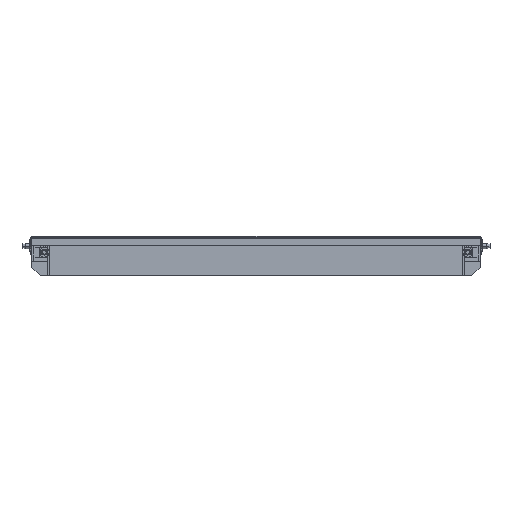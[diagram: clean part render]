
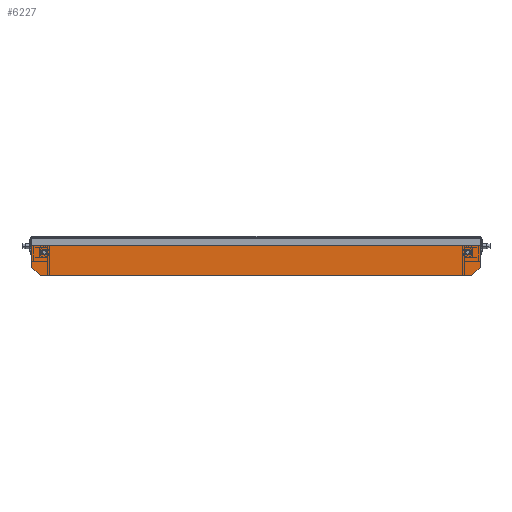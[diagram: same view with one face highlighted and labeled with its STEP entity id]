
A CAD part, front view. The second image highlights one B-rep face of the part: STEP entity #6227.
In plain terms, the highlighted planar face has unit normal (0, -1, 0).
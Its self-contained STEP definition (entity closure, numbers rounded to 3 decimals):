
#6227=ADVANCED_FACE('',(#14094,#14095,#14096),#14097,.T.);
#14094=FACE_BOUND('',#24060,.T.);
#14095=FACE_BOUND('',#24061,.T.);
#14096=FACE_OUTER_BOUND('',#24062,.T.);
#14097=PLANE('',#24063);
#24060=EDGE_LOOP('',(#40505,#40506));
#24061=EDGE_LOOP('',(#40507,#40508));
#24062=EDGE_LOOP('',(#40509,#40510,#40511,#40512,#40513,#40514));
#24063=AXIS2_PLACEMENT_3D('',#40515,#40516,#40517);
#40505=ORIENTED_EDGE('',*,*,#61640,.T.);
#40506=ORIENTED_EDGE('',*,*,#63390,.T.);
#40507=ORIENTED_EDGE('',*,*,#61635,.T.);
#40508=ORIENTED_EDGE('',*,*,#63394,.T.);
#40509=ORIENTED_EDGE('',*,*,#63399,.T.);
#40510=ORIENTED_EDGE('',*,*,#63401,.T.);
#40511=ORIENTED_EDGE('',*,*,#63402,.T.);
#40512=ORIENTED_EDGE('',*,*,#63352,.T.);
#40513=ORIENTED_EDGE('',*,*,#63403,.F.);
#40514=ORIENTED_EDGE('',*,*,#63372,.T.);
#40515=CARTESIAN_POINT('',(12.0,46.0,41.125));
#40516=DIRECTION('',(0.0,-1.0,0.0));
#40517=DIRECTION('',(0.0,0.0,-1.0));
#61635=EDGE_CURVE('',#74197,#74194,#74198,.T.);
#61640=EDGE_CURVE('',#74206,#74203,#74207,.T.);
#63352=EDGE_CURVE('',#76782,#76780,#76783,.T.);
#63372=EDGE_CURVE('',#76813,#76811,#76814,.T.);
#63390=EDGE_CURVE('',#74203,#74206,#76838,.T.);
#63394=EDGE_CURVE('',#74194,#74197,#76842,.T.);
#63399=EDGE_CURVE('',#76811,#76847,#76849,.T.);
#63401=EDGE_CURVE('',#76847,#76851,#76852,.T.);
#63402=EDGE_CURVE('',#76851,#76782,#76853,.T.);
#63403=EDGE_CURVE('',#76813,#76780,#76854,.T.);
#74194=VERTEX_POINT('',#92588);
#74197=VERTEX_POINT('',#92592);
#74198=CIRCLE('',#92593,3.3);
#74203=VERTEX_POINT('',#92599);
#74206=VERTEX_POINT('',#92603);
#74207=CIRCLE('',#92604,3.3);
#76780=VERTEX_POINT('',#96451);
#76782=VERTEX_POINT('',#96453);
#76783=LINE('',#96454,#96455);
#76811=VERTEX_POINT('',#96494);
#76813=VERTEX_POINT('',#96497);
#76814=LINE('',#96498,#96499);
#76838=CIRCLE('',#96528,3.3);
#76842=CIRCLE('',#96532,3.3);
#76847=VERTEX_POINT('',#96538);
#76849=LINE('',#96541,#96542);
#76851=VERTEX_POINT('',#96544);
#76852=LINE('',#96545,#96546);
#76853=LINE('',#96547,#96548);
#76854=LINE('',#96549,#96550);
#92588=CARTESIAN_POINT('',(30.3,46.0,28.5));
#92592=CARTESIAN_POINT('',(23.7,46.0,28.5));
#92593=AXIS2_PLACEMENT_3D('',#116477,#116478,#116479);
#92599=CARTESIAN_POINT('',(543.3,46.0,28.5));
#92603=CARTESIAN_POINT('',(536.7,46.0,28.5));
#92604=AXIS2_PLACEMENT_3D('',#116485,#116486,#116487);
#96451=CARTESIAN_POINT('',(555.0,46.0,45.5));
#96453=CARTESIAN_POINT('',(555.0,46.0,10.));
#96454=CARTESIAN_POINT('',(555.0,46.0,22.75));
#96455=VECTOR('',#117792,1.0);
#96494=CARTESIAN_POINT('',(12.0,46.0,10.0));
#96497=CARTESIAN_POINT('',(12.0,46.0,45.5));
#96498=CARTESIAN_POINT('',(12.0,46.0,22.75));
#96499=VECTOR('',#117817,1.0);
#96528=AXIS2_PLACEMENT_3D('',#117847,#117848,#117849);
#96532=AXIS2_PLACEMENT_3D('',#117853,#117854,#117855);
#96538=CARTESIAN_POINT('',(22.0,46.0,0.0));
#96541=CARTESIAN_POINT('',(6.567,46.0,15.433));
#96542=VECTOR('',#117858,1.0);
#96544=CARTESIAN_POINT('',(545.0,46.0,0.0));
#96545=CARTESIAN_POINT('',(283.5,46.0,0.0));
#96546=VECTOR('',#117859,1.0);
#96547=CARTESIAN_POINT('',(424.683,46.0,-120.317));
#96548=VECTOR('',#117860,1.0);
#96549=CARTESIAN_POINT('',(12.0,46.0,45.5));
#96550=VECTOR('',#117861,1.0);
#116477=CARTESIAN_POINT('',(27.0,46.0,28.5));
#116478=DIRECTION('',(-0.0,1.0,0.0));
#116479=DIRECTION('',(1.0,0.0,0.0));
#116485=CARTESIAN_POINT('',(540.0,46.0,28.5));
#116486=DIRECTION('',(-0.0,1.0,0.0));
#116487=DIRECTION('',(1.0,0.0,0.0));
#117792=DIRECTION('',(0.0,0.0,1.0));
#117817=DIRECTION('',(0.0,0.0,-1.0));
#117847=CARTESIAN_POINT('',(540.0,46.0,28.5));
#117848=DIRECTION('',(-0.0,1.0,0.0));
#117849=DIRECTION('',(1.0,0.0,0.0));
#117853=CARTESIAN_POINT('',(27.0,46.0,28.5));
#117854=DIRECTION('',(-0.0,1.0,0.0));
#117855=DIRECTION('',(1.0,0.0,0.0));
#117858=DIRECTION('',(0.707,0.0,-0.707));
#117859=DIRECTION('',(1.0,0.0,0.0));
#117860=DIRECTION('',(0.707,0.0,0.707));
#117861=DIRECTION('',(1.0,0.0,0.0));
